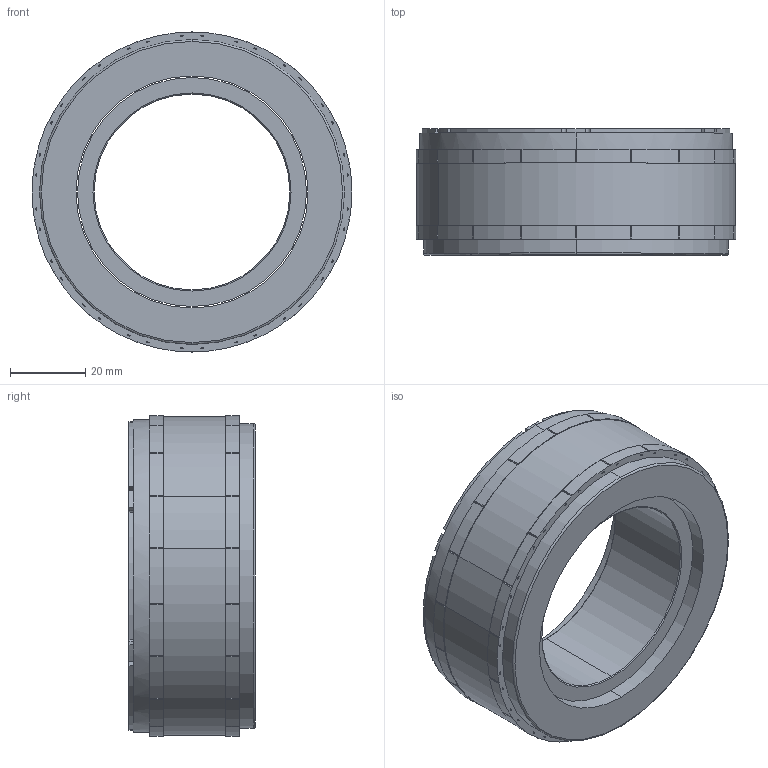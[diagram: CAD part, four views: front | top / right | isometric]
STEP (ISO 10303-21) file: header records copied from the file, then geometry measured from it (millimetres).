
FILE_DESCRIPTION((''),'2;1');
FILE_NAME('3_1_02_085_0060_SW0001','2024-08-26T11:38:02',('zhanglf'),(''),'CREO PARAMETRIC BY PTC INC, 2017110','CREO PARAMETRIC BY PTC INC, 2017110','');
FILE_SCHEMA(('CONFIG_CONTROL_DESIGN'));
Length unit declared in the file: millimetre
Products named in the file (1): 3_1_02_085_0060_SW0001
Bounding box: 84.86 x 33.53 x 85 mm (x, y, z)
Volume: 104870.7 mm3; surface area: 32858.8 mm2
Topology: 2 solids, 2 shells, 380 faces, 1136 edges, 734 vertices
Faces by surface type: cylinder 220, plane 154, cone 4, torus 2
Entity records: 13166 total; most frequent: DIRECTION 2454, ORIENTED_EDGE 2272, CARTESIAN_POINT 2250, EDGE_CURVE 1136, AXIS2_PLACEMENT_3D 938, VERTEX_POINT 734, VECTOR 578, LINE 578
